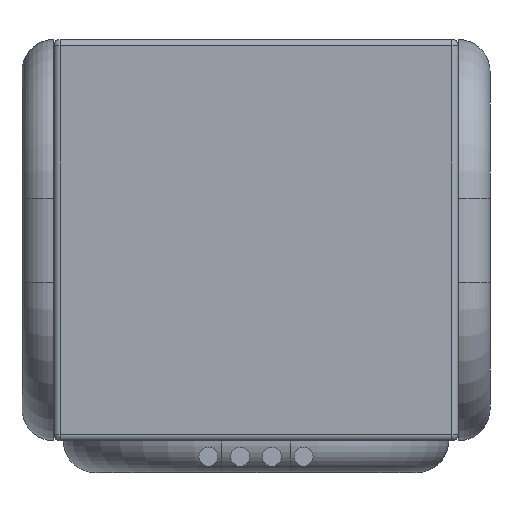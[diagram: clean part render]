
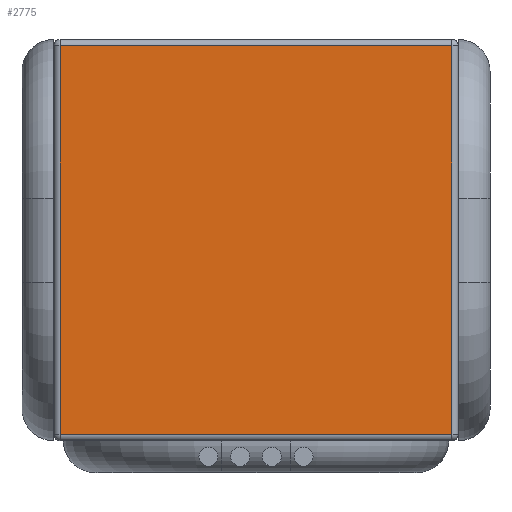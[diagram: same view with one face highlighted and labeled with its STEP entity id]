
A CAD part, left-side view. The second image highlights one B-rep face of the part: STEP entity #2775.
In plain terms, the highlighted planar face has unit normal (-1, 0, 0).
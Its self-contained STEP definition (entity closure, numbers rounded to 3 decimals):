
#231=PLANE('',#3018);
#337=FACE_OUTER_BOUND('',#521,.T.);
#521=EDGE_LOOP('',(#2045,#2046,#2047,#2048));
#689=LINE('',#3986,#921);
#690=LINE('',#4000,#922);
#698=LINE('',#4026,#930);
#704=LINE('',#4036,#936);
#921=VECTOR('',#3296,10.);
#922=VECTOR('',#3315,10.);
#930=VECTOR('',#3351,10.);
#936=VECTOR('',#3365,10.);
#1257=VERTEX_POINT('',#3962);
#1260=VERTEX_POINT('',#3970);
#1264=VERTEX_POINT('',#3982);
#1267=VERTEX_POINT('',#3994);
#1545=EDGE_CURVE('',#1257,#1264,#689,.T.);
#1552=EDGE_CURVE('',#1267,#1260,#690,.T.);
#1566=EDGE_CURVE('',#1264,#1267,#698,.T.);
#1572=EDGE_CURVE('',#1260,#1257,#704,.T.);
#2045=ORIENTED_EDGE('',*,*,#1552,.F.);
#2046=ORIENTED_EDGE('',*,*,#1566,.F.);
#2047=ORIENTED_EDGE('',*,*,#1545,.F.);
#2048=ORIENTED_EDGE('',*,*,#1572,.F.);
#2775=ADVANCED_FACE('',(#337),#231,.T.);
#3018=AXIS2_PLACEMENT_3D('',#4037,#3366,#3367);
#3296=DIRECTION('',(0.,0.,-1.));
#3315=DIRECTION('',(0.,0.,1.));
#3351=DIRECTION('',(0.,1.,0.));
#3365=DIRECTION('',(0.,-1.,0.));
#3366=DIRECTION('center_axis',(-1.,0.,0.));
#3367=DIRECTION('ref_axis',(0.,-1.,0.));
#3962=CARTESIAN_POINT('',(-40.05,-6.175,6.125));
#3970=CARTESIAN_POINT('',(-40.05,6.175,6.125));
#3982=CARTESIAN_POINT('',(-40.05,-6.175,-6.125));
#3986=CARTESIAN_POINT('',(-40.05,-6.175,0.));
#3994=CARTESIAN_POINT('',(-40.05,6.175,-6.125));
#4000=CARTESIAN_POINT('',(-40.05,6.175,0.));
#4026=CARTESIAN_POINT('',(-40.05,3.188,-6.125));
#4036=CARTESIAN_POINT('',(-40.05,3.188,6.125));
#4037=CARTESIAN_POINT('Origin',(-40.05,6.375,0.));
